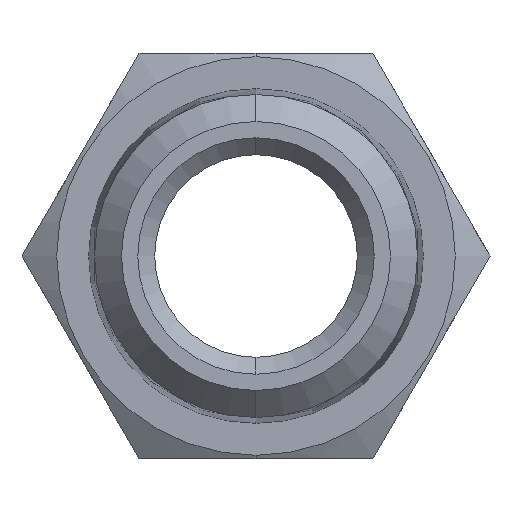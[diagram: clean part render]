
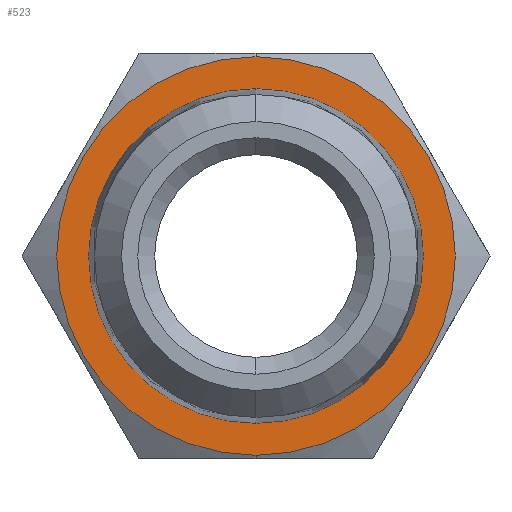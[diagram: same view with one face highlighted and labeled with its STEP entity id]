
A CAD part, front view. The second image highlights one B-rep face of the part: STEP entity #523.
In plain terms, the highlighted planar face has unit normal (0, -1, 0).
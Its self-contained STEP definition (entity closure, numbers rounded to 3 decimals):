
#54 = FACE_BOUND ( 'NONE', #174, .T. ) ;
#55 = FACE_OUTER_BOUND ( 'NONE', #159, .T. ) ;
#131 = VERTEX_POINT ( 'NONE', #701 ) ;
#132 = VERTEX_POINT ( 'NONE', #702 ) ;
#142 = VERTEX_POINT ( 'NONE', #712 ) ;
#143 = VERTEX_POINT ( 'NONE', #713 ) ;
#159 = EDGE_LOOP ( 'NONE', ( #582, #667 ) ) ;
#174 = EDGE_LOOP ( 'NONE', ( #635, #574 ) ) ;
#184 = CIRCLE ( 'NONE', #189, 5.9 ) ;
#189 = AXIS2_PLACEMENT_3D ( 'NONE', #741, #742, #743 ) ;
#192 = CIRCLE ( 'NONE', #194, 4.954 ) ;
#194 = AXIS2_PLACEMENT_3D ( 'NONE', #783, #784, #785 ) ;
#203 = CARTESIAN_POINT ( 'NONE',  ( 0., -2.5, 0. ) ) ;
#204 = DIRECTION ( 'NONE',  ( 0., -1., 0. ) ) ;
#205 = DIRECTION ( 'NONE',  ( 0., 0., 1. ) ) ;
#347 = EDGE_CURVE ( 'NONE', #131, #132, #184, .T. ) ;
#369 = EDGE_CURVE ( 'NONE', #142, #143, #192, .T. ) ;
#386 = EDGE_CURVE ( 'NONE', #132, #131, #801, .T. ) ;
#403 = CARTESIAN_POINT ( 'NONE',  ( 0., -2.5, 0. ) ) ;
#404 = DIRECTION ( 'NONE',  ( 0., -1., 0. ) ) ;
#405 = DIRECTION ( 'NONE',  ( 0., 0., -1. ) ) ;
#484 = EDGE_CURVE ( 'NONE', #143, #142, #840, .T. ) ;
#512 = PLANE ( 'NONE',  #877 ) ;
#513 = CARTESIAN_POINT ( 'NONE',  ( 4.954, -2.5, 0. ) ) ;
#515 = DIRECTION ( 'NONE',  ( 0., 1., 0. ) ) ;
#517 = DIRECTION ( 'NONE',  ( 0., 0., 1. ) ) ;
#523 = ADVANCED_FACE ( 'NONE', ( #55, #54 ), #512, .F. ) ;
#574 = ORIENTED_EDGE ( 'NONE', *, *, #484, .F. ) ;
#582 = ORIENTED_EDGE ( 'NONE', *, *, #347, .T. ) ;
#635 = ORIENTED_EDGE ( 'NONE', *, *, #369, .F. ) ;
#667 = ORIENTED_EDGE ( 'NONE', *, *, #386, .T. ) ;
#701 = CARTESIAN_POINT ( 'NONE',  ( 0., -2.5, 5.9 ) ) ;
#702 = CARTESIAN_POINT ( 'NONE',  ( 0., -2.5, -5.9 ) ) ;
#712 = CARTESIAN_POINT ( 'NONE',  ( 0., -2.5, 4.954 ) ) ;
#713 = CARTESIAN_POINT ( 'NONE',  ( 0., -2.5, -4.954 ) ) ;
#741 = CARTESIAN_POINT ( 'NONE',  ( 0., -2.5, 0. ) ) ;
#742 = DIRECTION ( 'NONE',  ( 0., -1., 0. ) ) ;
#743 = DIRECTION ( 'NONE',  ( 0., 0., 1. ) ) ;
#783 = CARTESIAN_POINT ( 'NONE',  ( 0., -2.5, 0. ) ) ;
#784 = DIRECTION ( 'NONE',  ( 0., -1., 0. ) ) ;
#785 = DIRECTION ( 'NONE',  ( 0., 0., -1. ) ) ;
#801 = CIRCLE ( 'NONE', #803, 5.9 ) ;
#803 = AXIS2_PLACEMENT_3D ( 'NONE', #203, #204, #205 ) ;
#840 = CIRCLE ( 'NONE', #849, 4.954 ) ;
#849 = AXIS2_PLACEMENT_3D ( 'NONE', #403, #404, #405 ) ;
#877 = AXIS2_PLACEMENT_3D ( 'NONE', #513, #515, #517 ) ;
